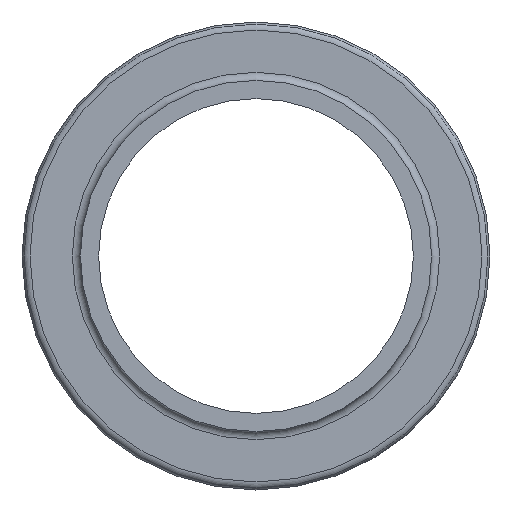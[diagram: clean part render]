
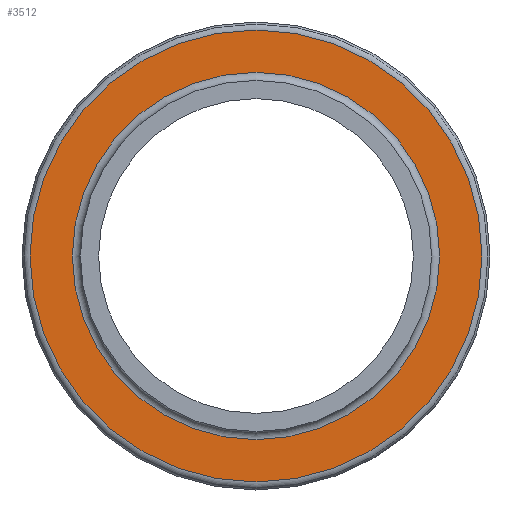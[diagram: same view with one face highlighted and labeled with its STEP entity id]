
A CAD part, front view. The second image highlights one B-rep face of the part: STEP entity #3512.
In plain terms, the highlighted planar face has unit normal (0, -1, 0).
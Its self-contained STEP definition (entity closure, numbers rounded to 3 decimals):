
#492=FACE_BOUND('',#1446,.T.);
#810=FACE_OUTER_BOUND('',#1445,.T.);
#1445=EDGE_LOOP('',(#3035));
#1446=EDGE_LOOP('',(#3036));
#1756=CIRCLE('',#4132,30.965);
#1764=CIRCLE('',#4149,25.165);
#2074=VERTEX_POINT('',#6352);
#2082=VERTEX_POINT('',#6377);
#2392=EDGE_CURVE('',#2074,#2074,#1756,.T.);
#2400=EDGE_CURVE('',#2082,#2082,#1764,.T.);
#3035=ORIENTED_EDGE('',*,*,#2392,.F.);
#3036=ORIENTED_EDGE('',*,*,#2400,.T.);
#3194=PLANE('',#4150);
#3512=ADVANCED_FACE('',(#810,#492),#3194,.T.);
#4132=AXIS2_PLACEMENT_3D('',#6353,#5387,#5388);
#4149=AXIS2_PLACEMENT_3D('',#6378,#5421,#5422);
#4150=AXIS2_PLACEMENT_3D('',#6379,#5423,#5424);
#5387=DIRECTION('center_axis',(0.,1.,0.));
#5388=DIRECTION('ref_axis',(1.,0.,0.));
#5421=DIRECTION('center_axis',(0.,1.,0.));
#5422=DIRECTION('ref_axis',(1.,0.,0.));
#5423=DIRECTION('center_axis',(0.,-1.,0.));
#5424=DIRECTION('ref_axis',(0.,0.,-1.));
#6352=CARTESIAN_POINT('',(-30.965,120.7,0.));
#6353=CARTESIAN_POINT('Origin',(0.,120.7,0.));
#6377=CARTESIAN_POINT('',(-25.165,120.7,0.));
#6378=CARTESIAN_POINT('Origin',(0.,120.7,0.));
#6379=CARTESIAN_POINT('Origin',(-30.965,120.7,0.));
